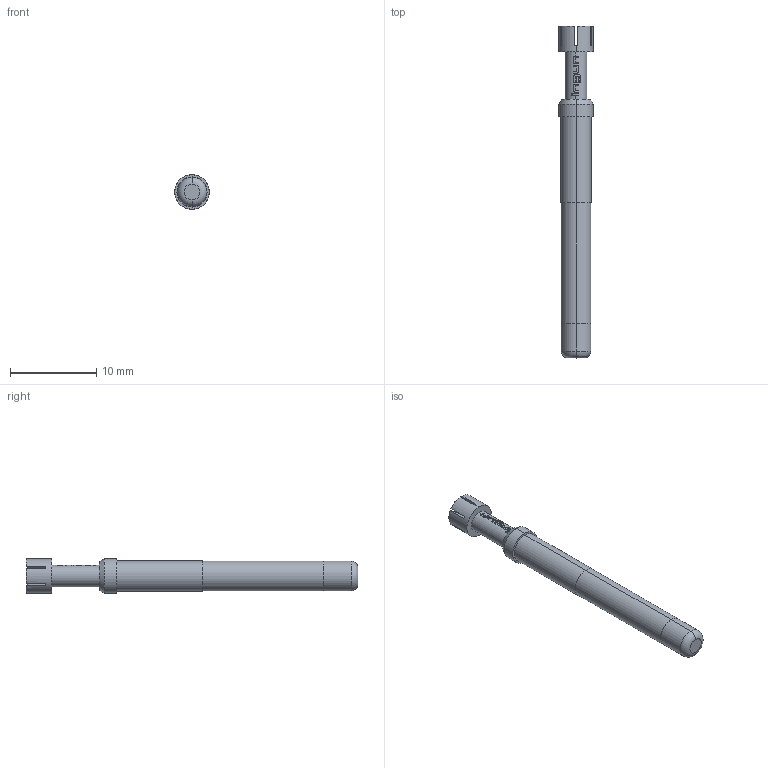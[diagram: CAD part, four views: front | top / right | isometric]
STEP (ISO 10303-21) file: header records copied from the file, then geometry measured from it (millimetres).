
FILE_DESCRIPTION (( 'STEP AP203' ), '1' );
FILE_NAME ('INGUN_GKS-854_319_400_A_xx02.STEP', '2021-11-02T09:08:32', ( 'ochi' ), ( '' ), 'SwSTEP 2.0', 'SolidWorks 2018', '' );
FILE_SCHEMA (( 'CONFIG_CONTROL_DESIGN' ));
Length unit declared in the file: millimetre
Products named in the file (1): INGUN_GKS-854_319_400_A_xx02
Bounding box: 4 x 38.5 x 4 mm (x, y, z)
Volume: 340.9 mm3; surface area: 476 mm2
Topology: 1 solids, 1 shells, 126 faces, 349 edges, 231 vertices
Faces by surface type: bspline 55, plane 32, cylinder 22, cone 15, torus 2
Entity records: 5623 total; most frequent: CARTESIAN_POINT 2886, ORIENTED_EDGE 698, EDGE_CURVE 349, DIRECTION 320, VERTEX_POINT 231, B_SPLINE_CURVE_WITH_KNOTS 228, EDGE_LOOP 132, AXIS2_PLACEMENT_3D 127
